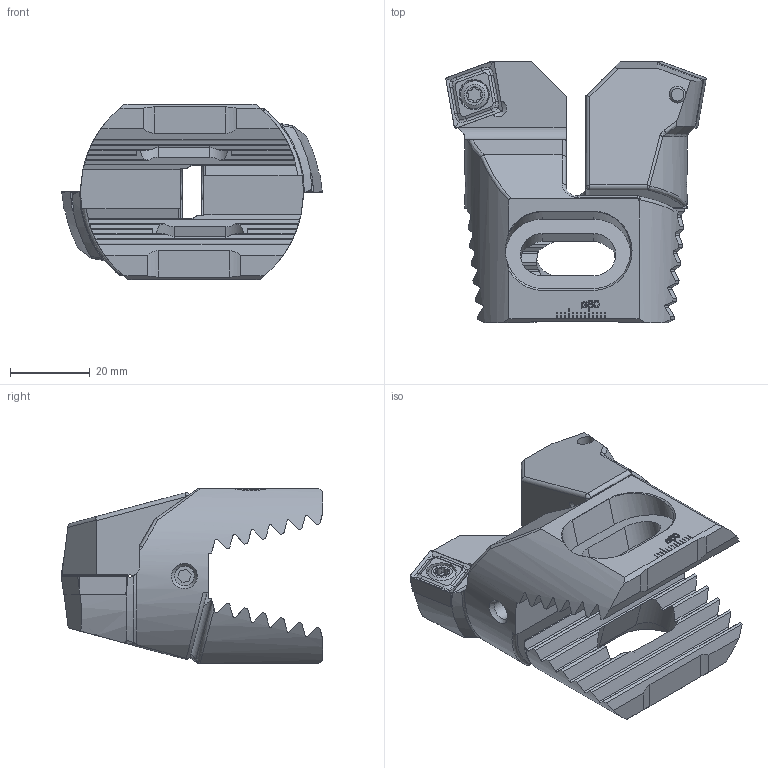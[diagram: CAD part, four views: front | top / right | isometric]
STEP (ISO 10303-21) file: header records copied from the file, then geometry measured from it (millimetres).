
FILE_DESCRIPTION (( 'STEP AP214' ), '1' );
FILE_NAME ('Z55.WCC.B70.037.STEP', '2020-08-14T11:38:12', ( '' ), ( '' ), 'SwSTEP 2.0', 'SolidWorks 2017', '' );
FILE_SCHEMA (( 'AUTOMOTIVE_DESIGN' ));
Length unit declared in the file: millimetre
Products named in the file (5): WCC-ER2.001.010_A; Z55.WCC.B70.037; Z55-xxx.001.037_C_CC 12 70ø; CCMT120404; Z55-ER3.001.020
Assembly tree (8 placements, depth 2):
  Z55.WCC.B70.037
    Z55-xxx.001.037_C_CC 12 70ø  x2
    WCC-ER2.001.010_A  x2
    CCMT120404  x2
    Z55-ER3.001.020  x2
Bounding box: 65.5 x 65.8 x 44.2 mm (x, y, z)
Volume: 61870.8 mm3; surface area: 22752.9 mm2
Topology: 8 solids, 8 shells, 622 faces, 1642 edges, 1036 vertices
Faces by surface type: plane 336, bspline 122, cylinder 100, cone 46, torus 10, sphere 8
Full cylindrical faces by diameter (mm): 2 x2, 4 x2, 4.2 x4, 5 x4, 5.5 x2, 6 x2, 7 x2, 7.6 x2
Entity records: 12615 total; most frequent: CARTESIAN_POINT 5367, ORIENTED_EDGE 1566, DIRECTION 1138, EDGE_CURVE 783, VERTEX_POINT 512, LINE 432, VECTOR 432, AXIS2_PLACEMENT_3D 353
